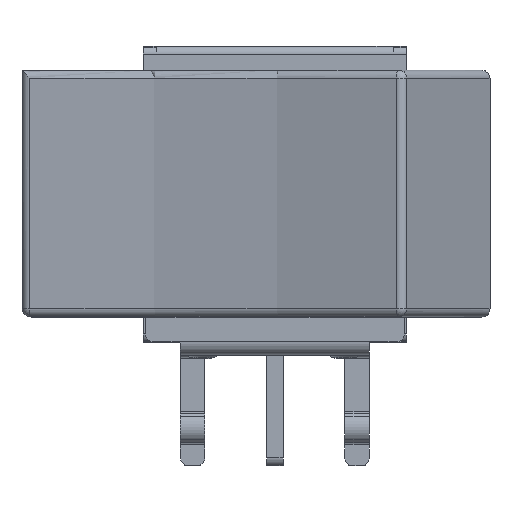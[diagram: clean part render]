
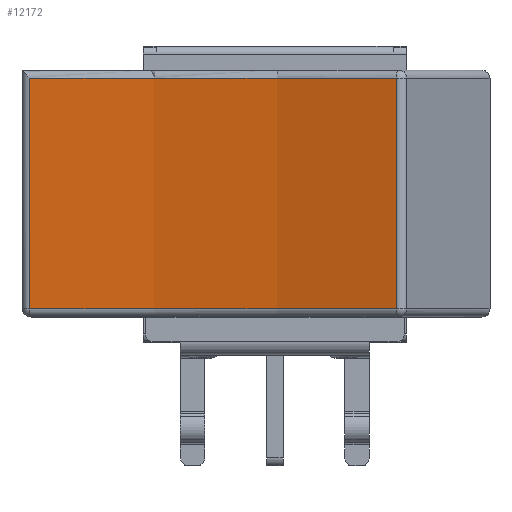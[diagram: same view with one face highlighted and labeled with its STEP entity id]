
A CAD part, top view. The second image highlights one B-rep face of the part: STEP entity #12172.
In plain terms, the highlighted cylindrical face has radius 36.671 mm (diameter 73.342 mm), a partial arc.
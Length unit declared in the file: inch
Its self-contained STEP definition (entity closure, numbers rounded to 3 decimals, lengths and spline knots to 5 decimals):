
#11724=CARTESIAN_POINT('',(0.14767,0.14016,0.74439));
#11725=VERTEX_POINT('',#11724);
#11759=CARTESIAN_POINT('',(0.14767,-0.14016,0.74439));
#11760=VERTEX_POINT('',#11759);
#11803=CARTESIAN_POINT('',(-0.29818,-0.14016,0.64555));
#11804=VERTEX_POINT('',#11803);
#11828=CARTESIAN_POINT('',(-0.38381,-0.14016,2.08675));
#11829=DIRECTION('',(0.0,1.0,0.0));
#11830=DIRECTION('',(0.216,0.0,-0.976));
#11831=AXIS2_PLACEMENT_3D('',#11828,#11829,#11830);
#11832=CIRCLE('',#11831,1.44375);
#11833=EDGE_CURVE('',#11760,#11804,#11832,.T.);
#11860=CARTESIAN_POINT('',(-0.29818,0.14016,0.64555));
#11861=VERTEX_POINT('',#11860);
#11862=CARTESIAN_POINT('',(-0.29818,-0.14016,0.64555));
#11863=DIRECTION('',(0.0,1.0,0.0));
#11864=VECTOR('',#11863,0.28031);
#11865=LINE('',#11862,#11864);
#11866=EDGE_CURVE('',#11804,#11861,#11865,.T.);
#11924=CARTESIAN_POINT('',(0.14767,0.14016,0.74439));
#11925=DIRECTION('',(0.0,-1.0,0.0));
#11926=VECTOR('',#11925,0.28031);
#11927=LINE('',#11924,#11926);
#11928=EDGE_CURVE('',#11725,#11760,#11927,.T.);
#11977=CARTESIAN_POINT('',(-0.38381,0.14016,2.08675));
#11978=DIRECTION('',(0.0,-1.0,0.0));
#11979=DIRECTION('',(0.216,0.0,-0.976));
#11980=AXIS2_PLACEMENT_3D('',#11977,#11978,#11979);
#11981=CIRCLE('',#11980,1.44375);
#11982=EDGE_CURVE('',#11861,#11725,#11981,.T.);
#12161=CARTESIAN_POINT('',(-0.38381,-0.15417,2.08675));
#12162=DIRECTION('',(0.0,1.0,0.0));
#12163=DIRECTION('',(-0.374,0.0,0.927));
#12164=AXIS2_PLACEMENT_3D('',#12161,#12162,#12163);
#12165=CYLINDRICAL_SURFACE('',#12164,1.44375);
#12166=ORIENTED_EDGE('',*,*,#11833,.F.);
#12167=ORIENTED_EDGE('',*,*,#11928,.F.);
#12168=ORIENTED_EDGE('',*,*,#11982,.F.);
#12169=ORIENTED_EDGE('',*,*,#11866,.F.);
#12170=EDGE_LOOP('',(#12166,#12167,#12168,#12169));
#12171=FACE_OUTER_BOUND('',#12170,.T.);
#12172=ADVANCED_FACE('',(#12171),#12165,.F.);
